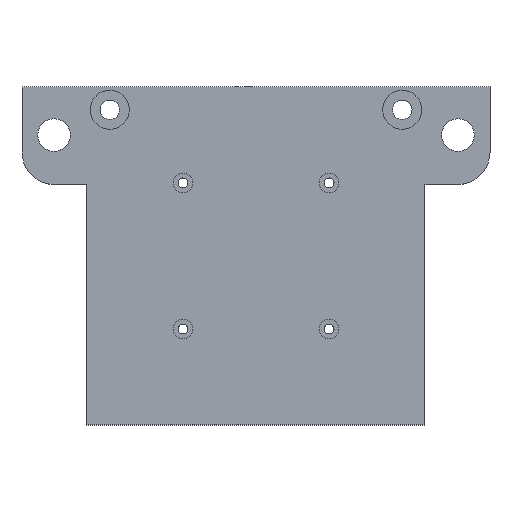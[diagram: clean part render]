
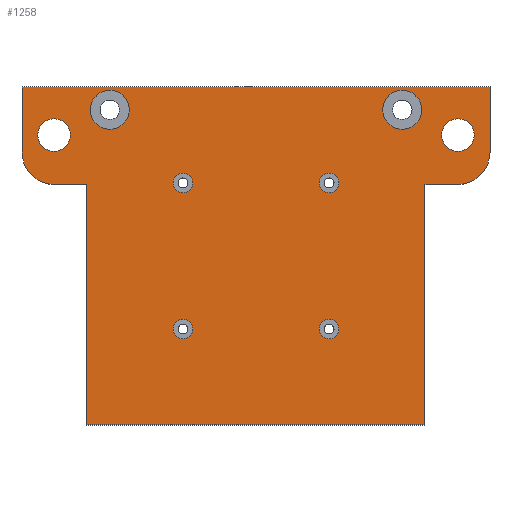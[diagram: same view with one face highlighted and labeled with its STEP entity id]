
A CAD part, top view. The second image highlights one B-rep face of the part: STEP entity #1258.
In plain terms, the highlighted planar face has unit normal (0, 0, 1).
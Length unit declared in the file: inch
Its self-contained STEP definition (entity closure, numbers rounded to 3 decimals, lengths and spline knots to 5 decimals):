
#59=CARTESIAN_POINT('',(-62.14952,37.22428,2.59));
#60=DIRECTION('',(0.,0.,-1.));
#61=DIRECTION('',(1.,0.,0.));
#62=AXIS2_PLACEMENT_3D('',#59,#60,#61);
#64=CARTESIAN_POINT('',(-62.14952,37.22428,2.59));
#65=DIRECTION('',(0.,0.,-1.));
#66=DIRECTION('',(-1.,0.,0.));
#67=AXIS2_PLACEMENT_3D('',#64,#65,#66);
#69=CARTESIAN_POINT('',(62.14952,37.22428,2.59));
#70=DIRECTION('',(0.,0.,1.));
#71=DIRECTION('',(-1.,0.,0.));
#72=AXIS2_PLACEMENT_3D('',#69,#70,#71);
#74=CARTESIAN_POINT('',(62.14952,37.22428,2.59));
#75=DIRECTION('',(0.,0.,1.));
#76=DIRECTION('',(1.,0.,0.));
#77=AXIS2_PLACEMENT_3D('',#74,#75,#76);
#79=CARTESIAN_POINT('',(-62.,32.,2.59));
#80=DIRECTION('',(0.,0.,1.));
#81=DIRECTION('',(-1.,0.,0.));
#82=AXIS2_PLACEMENT_3D('',#79,#80,#81);
#84=DIRECTION('',(1.,0.,0.));
#85=VECTOR('',#84,144.);
#86=CARTESIAN_POINT('',(-72.,52.,2.59));
#87=LINE('',#86,#85);
#88=CARTESIAN_POINT('',(62.,32.,2.59));
#89=DIRECTION('',(0.,0.,1.));
#90=DIRECTION('',(0.,-1.,0.));
#91=AXIS2_PLACEMENT_3D('',#88,#89,#90);
#93=DIRECTION('',(1.,0.,0.));
#94=VECTOR('',#93,10.);
#95=CARTESIAN_POINT('',(52.,22.,2.59));
#96=LINE('',#95,#94);
#97=DIRECTION('',(0.,1.,0.));
#98=VECTOR('',#97,74.);
#99=CARTESIAN_POINT('',(52.,-52.,2.59));
#100=LINE('',#99,#98);
#101=DIRECTION('',(1.,0.,0.));
#102=VECTOR('',#101,104.);
#103=CARTESIAN_POINT('',(-52.,-52.,2.59));
#104=LINE('',#103,#102);
#105=DIRECTION('',(0.,-1.,0.));
#106=VECTOR('',#105,74.);
#107=CARTESIAN_POINT('',(-52.,22.,2.59));
#108=LINE('',#107,#106);
#109=DIRECTION('',(-1.,0.,0.));
#110=VECTOR('',#109,10.);
#111=CARTESIAN_POINT('',(-52.,22.,2.59));
#112=LINE('',#111,#110);
#113=CARTESIAN_POINT('',(22.5,22.5,2.59));
#114=DIRECTION('',(0.,0.,1.));
#115=DIRECTION('',(-1.,0.,0.));
#116=AXIS2_PLACEMENT_3D('',#113,#114,#115);
#118=CARTESIAN_POINT('',(22.5,22.5,2.59));
#119=DIRECTION('',(0.,0.,1.));
#120=DIRECTION('',(1.,0.,0.));
#121=AXIS2_PLACEMENT_3D('',#118,#119,#120);
#123=CARTESIAN_POINT('',(-22.5,22.5,2.59));
#124=DIRECTION('',(0.,0.,-1.));
#125=DIRECTION('',(1.,0.,0.));
#126=AXIS2_PLACEMENT_3D('',#123,#124,#125);
#128=CARTESIAN_POINT('',(-22.5,22.5,2.59));
#129=DIRECTION('',(0.,0.,-1.));
#130=DIRECTION('',(-1.,0.,0.));
#131=AXIS2_PLACEMENT_3D('',#128,#129,#130);
#133=CARTESIAN_POINT('',(-22.5,-22.5,2.59));
#134=DIRECTION('',(0.,0.,1.));
#135=DIRECTION('',(1.,0.,0.));
#136=AXIS2_PLACEMENT_3D('',#133,#134,#135);
#138=CARTESIAN_POINT('',(-22.5,-22.5,2.59));
#139=DIRECTION('',(0.,0.,1.));
#140=DIRECTION('',(-1.,0.,0.));
#141=AXIS2_PLACEMENT_3D('',#138,#139,#140);
#143=CARTESIAN_POINT('',(22.5,-22.5,2.59));
#144=DIRECTION('',(0.,0.,-1.));
#145=DIRECTION('',(-1.,0.,0.));
#146=AXIS2_PLACEMENT_3D('',#143,#144,#145);
#148=CARTESIAN_POINT('',(22.5,-22.5,2.59));
#149=DIRECTION('',(0.,0.,-1.));
#150=DIRECTION('',(1.,0.,0.));
#151=AXIS2_PLACEMENT_3D('',#148,#149,#150);
#153=CARTESIAN_POINT('',(45.,45.,2.59));
#154=DIRECTION('',(0.,0.,1.));
#155=DIRECTION('',(-1.,0.,0.));
#156=AXIS2_PLACEMENT_3D('',#153,#154,#155);
#158=CARTESIAN_POINT('',(45.,45.,2.59));
#159=DIRECTION('',(0.,0.,1.));
#160=DIRECTION('',(1.,0.,0.));
#161=AXIS2_PLACEMENT_3D('',#158,#159,#160);
#163=CARTESIAN_POINT('',(-45.,45.,2.59));
#164=DIRECTION('',(0.,0.,-1.));
#165=DIRECTION('',(1.,0.,0.));
#166=AXIS2_PLACEMENT_3D('',#163,#164,#165);
#168=CARTESIAN_POINT('',(-45.,45.,2.59));
#169=DIRECTION('',(0.,0.,-1.));
#170=DIRECTION('',(-1.,0.,0.));
#171=AXIS2_PLACEMENT_3D('',#168,#169,#170);
#217=DIRECTION('',(0.,1.,0.));
#218=VECTOR('',#217,20.);
#219=CARTESIAN_POINT('',(72.,32.,2.59));
#220=LINE('',#219,#218);
#241=DIRECTION('',(0.,1.,0.));
#242=VECTOR('',#241,20.);
#243=CARTESIAN_POINT('',(-72.,32.,2.59));
#244=LINE('',#243,#242);
#865=CARTESIAN_POINT('',(-52.,-52.,2.59));
#866=CARTESIAN_POINT('',(52.,-52.,2.59));
#867=VERTEX_POINT('',#865);
#868=VERTEX_POINT('',#866);
#881=CARTESIAN_POINT('',(-72.,52.,2.59));
#883=VERTEX_POINT('',#881);
#886=CARTESIAN_POINT('',(-52.,22.,2.59));
#888=VERTEX_POINT('',#886);
#893=CARTESIAN_POINT('',(-57.14952,37.22428,2.59));
#894=CARTESIAN_POINT('',(-67.14952,37.22428,2.59));
#895=VERTEX_POINT('',#893);
#896=VERTEX_POINT('',#894);
#897=CARTESIAN_POINT('',(72.,52.,2.59));
#899=VERTEX_POINT('',#897);
#902=CARTESIAN_POINT('',(52.,22.,2.59));
#904=VERTEX_POINT('',#902);
#906=CARTESIAN_POINT('',(57.14952,37.22428,2.59));
#908=VERTEX_POINT('',#906);
#910=CARTESIAN_POINT('',(67.14952,37.22428,2.59));
#912=VERTEX_POINT('',#910);
#917=CARTESIAN_POINT('',(62.,22.,2.59));
#918=VERTEX_POINT('',#917);
#919=CARTESIAN_POINT('',(72.,32.,2.59));
#920=VERTEX_POINT('',#919);
#921=CARTESIAN_POINT('',(-72.,32.,2.59));
#922=CARTESIAN_POINT('',(-62.,22.,2.59));
#923=VERTEX_POINT('',#921);
#924=VERTEX_POINT('',#922);
#981=CARTESIAN_POINT('',(19.5,22.5,2.59));
#982=CARTESIAN_POINT('',(25.5,22.5,2.59));
#983=VERTEX_POINT('',#981);
#984=VERTEX_POINT('',#982);
#993=CARTESIAN_POINT('',(-19.5,22.5,2.59));
#994=VERTEX_POINT('',#993);
#995=CARTESIAN_POINT('',(-25.5,22.5,2.59));
#996=VERTEX_POINT('',#995);
#1005=CARTESIAN_POINT('',(-19.5,-22.5,2.59));
#1006=VERTEX_POINT('',#1005);
#1007=CARTESIAN_POINT('',(-25.5,-22.5,2.59));
#1008=VERTEX_POINT('',#1007);
#1017=CARTESIAN_POINT('',(19.5,-22.5,2.59));
#1018=VERTEX_POINT('',#1017);
#1019=CARTESIAN_POINT('',(25.5,-22.5,2.59));
#1020=VERTEX_POINT('',#1019);
#1087=CARTESIAN_POINT('',(39.,45.,2.59));
#1088=CARTESIAN_POINT('',(51.,45.,2.59));
#1089=VERTEX_POINT('',#1087);
#1090=VERTEX_POINT('',#1088);
#1099=CARTESIAN_POINT('',(-39.,45.,2.59));
#1100=VERTEX_POINT('',#1099);
#1101=CARTESIAN_POINT('',(-51.,45.,2.59));
#1102=VERTEX_POINT('',#1101);
#1185=CARTESIAN_POINT('',(0.,0.,2.59));
#1186=DIRECTION('',(0.,0.,1.));
#1187=DIRECTION('',(0.,-1.,0.));
#1188=AXIS2_PLACEMENT_3D('',#1185,#1186,#1187);
#1189=PLANE('',#1188);
#1191=ORIENTED_EDGE('',*,*,#1190,.F.);
#1193=ORIENTED_EDGE('',*,*,#1192,.T.);
#1195=ORIENTED_EDGE('',*,*,#1194,.T.);
#1197=ORIENTED_EDGE('',*,*,#1196,.F.);
#1199=ORIENTED_EDGE('',*,*,#1198,.F.);
#1201=ORIENTED_EDGE('',*,*,#1200,.F.);
#1203=ORIENTED_EDGE('',*,*,#1202,.F.);
#1205=ORIENTED_EDGE('',*,*,#1204,.F.);
#1207=ORIENTED_EDGE('',*,*,#1206,.F.);
#1209=ORIENTED_EDGE('',*,*,#1208,.T.);
#1210=EDGE_LOOP('',(#1191,#1193,#1195,#1197,#1199,#1201,#1203,#1205,#1207,
#1209));
#1211=FACE_OUTER_BOUND('',#1210,.F.);
#1213=ORIENTED_EDGE('',*,*,#1212,.T.);
#1215=ORIENTED_EDGE('',*,*,#1214,.T.);
#1216=EDGE_LOOP('',(#1213,#1215));
#1217=FACE_BOUND('',#1216,.F.);
#1218=ORIENTED_EDGE('',*,*,#1165,.F.);
#1219=ORIENTED_EDGE('',*,*,#1179,.F.);
#1220=EDGE_LOOP('',(#1218,#1219));
#1221=FACE_BOUND('',#1220,.F.);
#1223=ORIENTED_EDGE('',*,*,#1222,.T.);
#1225=ORIENTED_EDGE('',*,*,#1224,.T.);
#1226=EDGE_LOOP('',(#1223,#1225));
#1227=FACE_BOUND('',#1226,.F.);
#1229=ORIENTED_EDGE('',*,*,#1228,.F.);
#1231=ORIENTED_EDGE('',*,*,#1230,.F.);
#1232=EDGE_LOOP('',(#1229,#1231));
#1233=FACE_BOUND('',#1232,.F.);
#1235=ORIENTED_EDGE('',*,*,#1234,.T.);
#1237=ORIENTED_EDGE('',*,*,#1236,.T.);
#1238=EDGE_LOOP('',(#1235,#1237));
#1239=FACE_BOUND('',#1238,.F.);
#1241=ORIENTED_EDGE('',*,*,#1240,.F.);
#1243=ORIENTED_EDGE('',*,*,#1242,.F.);
#1244=EDGE_LOOP('',(#1241,#1243));
#1245=FACE_BOUND('',#1244,.F.);
#1247=ORIENTED_EDGE('',*,*,#1246,.T.);
#1249=ORIENTED_EDGE('',*,*,#1248,.T.);
#1250=EDGE_LOOP('',(#1247,#1249));
#1251=FACE_BOUND('',#1250,.F.);
#1253=ORIENTED_EDGE('',*,*,#1252,.F.);
#1255=ORIENTED_EDGE('',*,*,#1254,.F.);
#1256=EDGE_LOOP('',(#1253,#1255));
#1257=FACE_BOUND('',#1256,.F.);
#1258=ADVANCED_FACE('',(#1211,#1217,#1221,#1227,#1233,#1239,#1245,#1251,#1257),
#1189,.T.);
#63=CIRCLE('',#62,5.);
#68=CIRCLE('',#67,5.);
#73=CIRCLE('',#72,5.);
#78=CIRCLE('',#77,5.);
#83=CIRCLE('',#82,10.);
#92=CIRCLE('',#91,10.);
#117=CIRCLE('',#116,3.);
#122=CIRCLE('',#121,3.);
#127=CIRCLE('',#126,3.);
#132=CIRCLE('',#131,3.);
#137=CIRCLE('',#136,3.);
#142=CIRCLE('',#141,3.);
#147=CIRCLE('',#146,3.);
#152=CIRCLE('',#151,3.);
#157=CIRCLE('',#156,6.);
#162=CIRCLE('',#161,6.);
#167=CIRCLE('',#166,6.);
#172=CIRCLE('',#171,6.);
#1165=EDGE_CURVE('',#895,#896,#63,.T.);
#1179=EDGE_CURVE('',#896,#895,#68,.T.);
#1190=EDGE_CURVE('',#923,#924,#83,.T.);
#1192=EDGE_CURVE('',#923,#883,#244,.T.);
#1194=EDGE_CURVE('',#883,#899,#87,.T.);
#1196=EDGE_CURVE('',#920,#899,#220,.T.);
#1198=EDGE_CURVE('',#918,#920,#92,.T.);
#1200=EDGE_CURVE('',#904,#918,#96,.T.);
#1202=EDGE_CURVE('',#868,#904,#100,.T.);
#1204=EDGE_CURVE('',#867,#868,#104,.T.);
#1206=EDGE_CURVE('',#888,#867,#108,.T.);
#1208=EDGE_CURVE('',#888,#924,#112,.T.);
#1212=EDGE_CURVE('',#908,#912,#73,.T.);
#1214=EDGE_CURVE('',#912,#908,#78,.T.);
#1222=EDGE_CURVE('',#983,#984,#117,.T.);
#1224=EDGE_CURVE('',#984,#983,#122,.T.);
#1228=EDGE_CURVE('',#994,#996,#127,.T.);
#1230=EDGE_CURVE('',#996,#994,#132,.T.);
#1234=EDGE_CURVE('',#1006,#1008,#137,.T.);
#1236=EDGE_CURVE('',#1008,#1006,#142,.T.);
#1240=EDGE_CURVE('',#1018,#1020,#147,.T.);
#1242=EDGE_CURVE('',#1020,#1018,#152,.T.);
#1246=EDGE_CURVE('',#1089,#1090,#157,.T.);
#1248=EDGE_CURVE('',#1090,#1089,#162,.T.);
#1252=EDGE_CURVE('',#1100,#1102,#167,.T.);
#1254=EDGE_CURVE('',#1102,#1100,#172,.T.);
